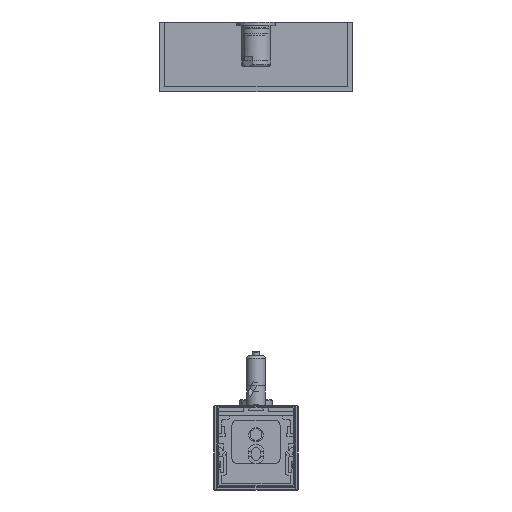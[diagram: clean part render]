
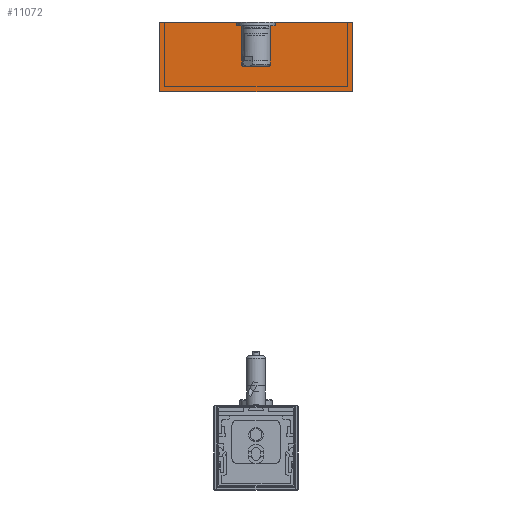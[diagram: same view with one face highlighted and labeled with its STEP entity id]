
A CAD part, front view. The second image highlights one B-rep face of the part: STEP entity #11072.
In plain terms, the highlighted planar face has unit normal (0, -1, 0).
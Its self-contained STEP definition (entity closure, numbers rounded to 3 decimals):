
#265=FACE_BOUND('',#1703,.T.);
#475=PLANE('',#12283);
#1045=FACE_OUTER_BOUND('',#1702,.T.);
#1702=EDGE_LOOP('',(#9696,#9697,#9698,#9699));
#1703=EDGE_LOOP('',(#9700));
#2676=LINE('',#20070,#3532);
#2691=LINE('',#20112,#3547);
#2692=LINE('',#20114,#3548);
#2693=LINE('',#20115,#3549);
#3532=VECTOR('',#15410,10.);
#3547=VECTOR('',#15449,10.);
#3548=VECTOR('',#15450,10.);
#3549=VECTOR('',#15451,10.);
#4125=CIRCLE('',#12279,3.8);
#5163=VERTEX_POINT('',#20068);
#5164=VERTEX_POINT('',#20069);
#5176=VERTEX_POINT('',#20101);
#5179=VERTEX_POINT('',#20111);
#5180=VERTEX_POINT('',#20113);
#6707=EDGE_CURVE('',#5163,#5164,#2676,.T.);
#6723=EDGE_CURVE('',#5176,#5176,#4125,.T.);
#6728=EDGE_CURVE('',#5164,#5179,#2691,.T.);
#6729=EDGE_CURVE('',#5179,#5180,#2692,.T.);
#6730=EDGE_CURVE('',#5163,#5180,#2693,.T.);
#9696=ORIENTED_EDGE('',*,*,#6728,.T.);
#9697=ORIENTED_EDGE('',*,*,#6729,.T.);
#9698=ORIENTED_EDGE('',*,*,#6730,.F.);
#9699=ORIENTED_EDGE('',*,*,#6707,.T.);
#9700=ORIENTED_EDGE('',*,*,#6723,.F.);
#11072=ADVANCED_FACE('',(#1045,#265),#475,.T.);
#12279=AXIS2_PLACEMENT_3D('',#20102,#15437,#15438);
#12283=AXIS2_PLACEMENT_3D('',#20110,#15447,#15448);
#15410=DIRECTION('',(-1.,0.,0.));
#15437=DIRECTION('center_axis',(0.,-1.,0.));
#15438=DIRECTION('ref_axis',(-1.,0.,0.));
#15447=DIRECTION('center_axis',(0.,-1.,0.));
#15448=DIRECTION('ref_axis',(0.,0.,
-1.));
#15449=DIRECTION('',(0.,0.,-1.));
#15450=DIRECTION('',(1.,0.,0.));
#15451=DIRECTION('',(0.,0.,-1.));
#20068=CARTESIAN_POINT('',(40.,252.8,159.85));
#20069=CARTESIAN_POINT('',(-40.,252.8,159.85));
#20070=CARTESIAN_POINT('',(-40.,252.8,159.85));
#20101=CARTESIAN_POINT('',(3.8,252.8,149.85));
#20102=CARTESIAN_POINT('Origin',(0.,252.8,149.85));
#20110=CARTESIAN_POINT('Origin',(40.,252.8,144.85));
#20111=CARTESIAN_POINT('',(-40.,252.8,130.85));
#20112=CARTESIAN_POINT('',(-40.,252.8,144.85));
#20113=CARTESIAN_POINT('',(40.,252.8,130.85));
#20114=CARTESIAN_POINT('',(40.,252.8,130.85));
#20115=CARTESIAN_POINT('',(40.,252.8,144.85));
